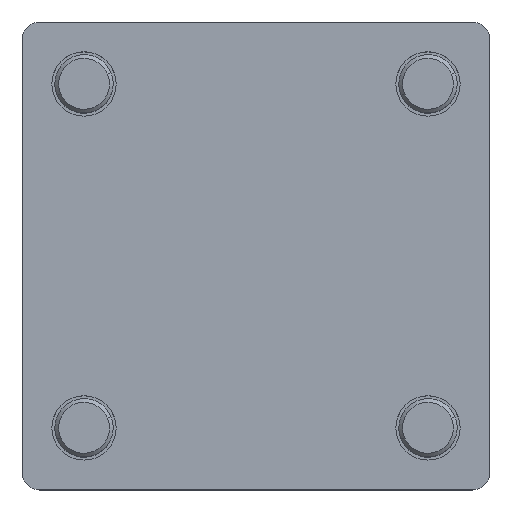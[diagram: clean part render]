
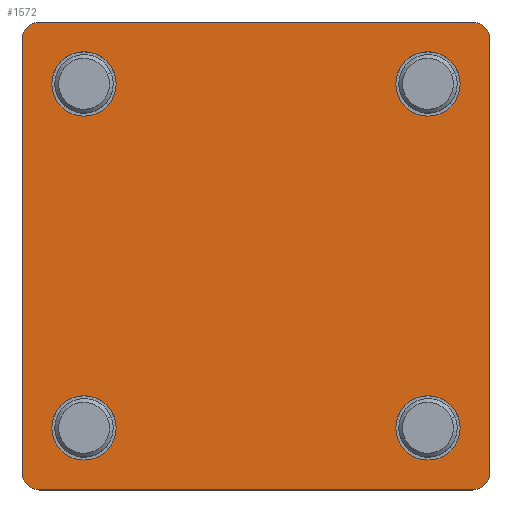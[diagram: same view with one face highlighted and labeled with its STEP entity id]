
A CAD part, top view. The second image highlights one B-rep face of the part: STEP entity #1572.
In plain terms, the highlighted planar face has unit normal (0, 0, 1).
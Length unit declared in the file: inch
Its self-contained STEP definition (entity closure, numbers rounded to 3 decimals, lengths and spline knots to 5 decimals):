
#18 = DIRECTION ( 'NONE',  ( 1., 0., 0. ) ) ;
#51 = CARTESIAN_POINT ( 'NONE',  ( 0.919, 0.919, 0. ) ) ;
#68 = VERTEX_POINT ( 'NONE', #1796 ) ;
#84 = EDGE_CURVE ( 'NONE', #294, #993, #2148, .T. ) ;
#100 = EDGE_CURVE ( 'NONE', #444, #2886, #881, .T. ) ;
#154 = ORIENTED_EDGE ( 'NONE', *, *, #575, .F. ) ;
#159 = DIRECTION ( 'NONE',  ( 1., 0., 0. ) ) ;
#173 = ORIENTED_EDGE ( 'NONE', *, *, #214, .T. ) ;
#184 = LINE ( 'NONE', #1317, #3012 ) ;
#195 = VECTOR ( 'NONE', #1352, 39.37008 ) ;
#199 = ORIENTED_EDGE ( 'NONE', *, *, #2657, .F. ) ;
#214 = EDGE_CURVE ( 'NONE', #2359, #444, #2119, .T. ) ;
#226 = VERTEX_POINT ( 'NONE', #2365 ) ;
#244 = CIRCLE ( 'NONE', #2368, 0.17187 ) ;
#252 = EDGE_CURVE ( 'NONE', #226, #889, #694, .T. ) ;
#260 = DIRECTION ( 'NONE',  ( 0., 0., 1. ) ) ;
#294 = VERTEX_POINT ( 'NONE', #600 ) ;
#316 = ORIENTED_EDGE ( 'NONE', *, *, #2616, .F. ) ;
#327 = DIRECTION ( 'NONE',  ( 0., 0., 1. ) ) ;
#359 = EDGE_CURVE ( 'NONE', #2886, #2923, #1577, .T. ) ;
#389 = CIRCLE ( 'NONE', #2088, 0.17187 ) ;
#421 = EDGE_CURVE ( 'NONE', #1703, #2101, #389, .T. ) ;
#433 = CARTESIAN_POINT ( 'NONE',  ( -1.25, -1.157, 0. ) ) ;
#444 = VERTEX_POINT ( 'NONE', #1006 ) ;
#469 = CIRCLE ( 'NONE', #802, 0.17187 ) ;
#473 = ORIENTED_EDGE ( 'NONE', *, *, #100, .T. ) ;
#487 = CIRCLE ( 'NONE', #1747, 0.17187 ) ;
#495 = EDGE_CURVE ( 'NONE', #68, #2785, #184, .T. ) ;
#505 = DIRECTION ( 'NONE',  ( 1., 0., 0. ) ) ;
#542 = ORIENTED_EDGE ( 'NONE', *, *, #421, .F. ) ;
#547 = CARTESIAN_POINT ( 'NONE',  ( 1.09088, 0.919, 0. ) ) ;
#573 = CARTESIAN_POINT ( 'NONE',  ( -1.25, -1.25, 0. ) ) ;
#575 = EDGE_CURVE ( 'NONE', #945, #1487, #487, .T. ) ;
#591 = EDGE_LOOP ( 'NONE', ( #765, #199 ) ) ;
#600 = CARTESIAN_POINT ( 'NONE',  ( 0.74713, -0.919, 0. ) ) ;
#607 = EDGE_LOOP ( 'NONE', ( #1917, #316 ) ) ;
#643 = EDGE_CURVE ( 'NONE', #2271, #1040, #2511, .T. ) ;
#646 = ORIENTED_EDGE ( 'NONE', *, *, #495, .T. ) ;
#662 = EDGE_CURVE ( 'NONE', #2101, #1703, #1205, .T. ) ;
#694 = CIRCLE ( 'NONE', #2057, 0.17187 ) ;
#701 = CIRCLE ( 'NONE', #899, 0.093 ) ;
#736 = CARTESIAN_POINT ( 'NONE',  ( -1.25, -1.25, 0. ) ) ;
#746 = CARTESIAN_POINT ( 'NONE',  ( -0.919, 0.919, 0. ) ) ;
#754 = ORIENTED_EDGE ( 'NONE', *, *, #359, .T. ) ;
#765 = ORIENTED_EDGE ( 'NONE', *, *, #84, .F. ) ;
#794 = CIRCLE ( 'NONE', #2017, 0.093 ) ;
#802 = AXIS2_PLACEMENT_3D ( 'NONE', #2506, #891, #1824 ) ;
#820 = CARTESIAN_POINT ( 'NONE',  ( -1.157, -1.157, 0. ) ) ;
#837 = CARTESIAN_POINT ( 'NONE',  ( 1.09088, -0.919, 0. ) ) ;
#853 = CIRCLE ( 'NONE', #2263, 0.093 ) ;
#862 = DIRECTION ( 'NONE',  ( 1., 0., 0. ) ) ;
#874 = CARTESIAN_POINT ( 'NONE',  ( -1.25, 1.25, 0. ) ) ;
#879 = DIRECTION ( 'NONE',  ( 0., 1., 0. ) ) ;
#881 = CIRCLE ( 'NONE', #1765, 0.093 ) ;
#889 = VERTEX_POINT ( 'NONE', #1099 ) ;
#891 = DIRECTION ( 'NONE',  ( 0., 0., 1. ) ) ;
#899 = AXIS2_PLACEMENT_3D ( 'NONE', #1370, #2272, #18 ) ;
#903 = CARTESIAN_POINT ( 'NONE',  ( 1.157, 1.157, 0. ) ) ;
#945 = VERTEX_POINT ( 'NONE', #1034 ) ;
#949 = DIRECTION ( 'NONE',  ( 1., 0., 0. ) ) ;
#953 = FACE_OUTER_BOUND ( 'NONE', #1899, .T. ) ;
#969 = FACE_BOUND ( 'NONE', #607, .T. ) ;
#993 = VERTEX_POINT ( 'NONE', #837 ) ;
#1006 = CARTESIAN_POINT ( 'NONE',  ( 1.157, -1.25, 0. ) ) ;
#1015 = ORIENTED_EDGE ( 'NONE', *, *, #2824, .F. ) ;
#1026 = EDGE_CURVE ( 'NONE', #2923, #68, #853, .T. ) ;
#1027 = AXIS2_PLACEMENT_3D ( 'NONE', #1422, #260, #1362 ) ;
#1034 = CARTESIAN_POINT ( 'NONE',  ( 0.74713, 0.919, 0. ) ) ;
#1040 = VERTEX_POINT ( 'NONE', #433 ) ;
#1099 = CARTESIAN_POINT ( 'NONE',  ( -0.74712, 0.919, 0. ) ) ;
#1106 = CARTESIAN_POINT ( 'NONE',  ( 0.919, 0.919, 0. ) ) ;
#1128 = EDGE_LOOP ( 'NONE', ( #1661, #542 ) ) ;
#1129 = DIRECTION ( 'NONE',  ( 0., 0., 1. ) ) ;
#1148 = DIRECTION ( 'NONE',  ( 1., 0., 0. ) ) ;
#1171 = ORIENTED_EDGE ( 'NONE', *, *, #1026, .T. ) ;
#1205 = CIRCLE ( 'NONE', #2475, 0.17187 ) ;
#1211 = FACE_BOUND ( 'NONE', #1128, .T. ) ;
#1224 = DIRECTION ( 'NONE',  ( 1., 0., 0. ) ) ;
#1225 = PLANE ( 'NONE',  #2979 ) ;
#1260 = CARTESIAN_POINT ( 'NONE',  ( -0.74712, -0.919, 0. ) ) ;
#1282 = VECTOR ( 'NONE', #1942, 39.37008 ) ;
#1317 = CARTESIAN_POINT ( 'NONE',  ( -1.25, 1.25, 0. ) ) ;
#1352 = DIRECTION ( 'NONE',  ( 0., -1., 0. ) ) ;
#1362 = DIRECTION ( 'NONE',  ( 1., 0., 0. ) ) ;
#1370 = CARTESIAN_POINT ( 'NONE',  ( -1.157, 1.157, 0. ) ) ;
#1409 = ORIENTED_EDGE ( 'NONE', *, *, #2155, .T. ) ;
#1422 = CARTESIAN_POINT ( 'NONE',  ( 0.919, -0.919, 0. ) ) ;
#1444 = CARTESIAN_POINT ( 'NONE',  ( -1.157, 1.25, 0. ) ) ;
#1445 = CARTESIAN_POINT ( 'NONE',  ( -0.919, -0.919, 0. ) ) ;
#1487 = VERTEX_POINT ( 'NONE', #547 ) ;
#1563 = ORIENTED_EDGE ( 'NONE', *, *, #643, .T. ) ;
#1572 = ADVANCED_FACE ( 'NONE', ( #2825, #969, #1211, #1648, #953 ), #1225, .T. ) ;
#1577 = LINE ( 'NONE', #2045, #1749 ) ;
#1597 = EDGE_LOOP ( 'NONE', ( #154, #1015 ) ) ;
#1618 = CARTESIAN_POINT ( 'NONE',  ( -0.919, -0.919, 0. ) ) ;
#1624 = CARTESIAN_POINT ( 'NONE',  ( -1.157, -1.25, 0. ) ) ;
#1648 = FACE_BOUND ( 'NONE', #591, .T. ) ;
#1661 = ORIENTED_EDGE ( 'NONE', *, *, #662, .F. ) ;
#1685 = DIRECTION ( 'NONE',  ( 1., 0., 0. ) ) ;
#1703 = VERTEX_POINT ( 'NONE', #1260 ) ;
#1747 = AXIS2_PLACEMENT_3D ( 'NONE', #1106, #2732, #2750 ) ;
#1749 = VECTOR ( 'NONE', #879, 39.37008 ) ;
#1757 = DIRECTION ( 'NONE',  ( 0., 0., 1. ) ) ;
#1765 = AXIS2_PLACEMENT_3D ( 'NONE', #2067, #1837, #949 ) ;
#1796 = CARTESIAN_POINT ( 'NONE',  ( 1.157, 1.25, 0. ) ) ;
#1824 = DIRECTION ( 'NONE',  ( 1., 0., 0. ) ) ;
#1837 = DIRECTION ( 'NONE',  ( 0., 0., 1. ) ) ;
#1888 = DIRECTION ( 'NONE',  ( 0., 0., 1. ) ) ;
#1899 = EDGE_LOOP ( 'NONE', ( #173, #473, #754, #1171, #646, #1958, #1563, #1409 ) ) ;
#1914 = CARTESIAN_POINT ( 'NONE',  ( -0.919, 0.919, 0. ) ) ;
#1917 = ORIENTED_EDGE ( 'NONE', *, *, #252, .F. ) ;
#1929 = EDGE_CURVE ( 'NONE', #2785, #2271, #701, .T. ) ;
#1942 = DIRECTION ( 'NONE',  ( 1., 0., 0. ) ) ;
#1958 = ORIENTED_EDGE ( 'NONE', *, *, #1929, .T. ) ;
#2017 = AXIS2_PLACEMENT_3D ( 'NONE', #820, #1757, #159 ) ;
#2045 = CARTESIAN_POINT ( 'NONE',  ( 1.25, 1.25, 0. ) ) ;
#2057 = AXIS2_PLACEMENT_3D ( 'NONE', #746, #2817, #1685 ) ;
#2067 = CARTESIAN_POINT ( 'NONE',  ( 1.157, -1.157, 0. ) ) ;
#2088 = AXIS2_PLACEMENT_3D ( 'NONE', #1445, #2353, #2122 ) ;
#2101 = VERTEX_POINT ( 'NONE', #2612 ) ;
#2119 = LINE ( 'NONE', #573, #1282 ) ;
#2122 = DIRECTION ( 'NONE',  ( 1., 0., 0. ) ) ;
#2141 = DIRECTION ( 'NONE',  ( 1., 0., 0. ) ) ;
#2148 = CIRCLE ( 'NONE', #1027, 0.17187 ) ;
#2155 = EDGE_CURVE ( 'NONE', #1040, #2359, #794, .T. ) ;
#2162 = AXIS2_PLACEMENT_3D ( 'NONE', #1914, #2606, #1224 ) ;
#2169 = CARTESIAN_POINT ( 'NONE',  ( 1.25, -1.157, 0. ) ) ;
#2263 = AXIS2_PLACEMENT_3D ( 'NONE', #903, #1129, #1148 ) ;
#2271 = VERTEX_POINT ( 'NONE', #2963 ) ;
#2272 = DIRECTION ( 'NONE',  ( 0., 0., 1. ) ) ;
#2353 = DIRECTION ( 'NONE',  ( 0., 0., 1. ) ) ;
#2359 = VERTEX_POINT ( 'NONE', #1624 ) ;
#2365 = CARTESIAN_POINT ( 'NONE',  ( -1.09087, 0.919, 0. ) ) ;
#2368 = AXIS2_PLACEMENT_3D ( 'NONE', #51, #327, #2141 ) ;
#2475 = AXIS2_PLACEMENT_3D ( 'NONE', #1618, #2948, #862 ) ;
#2505 = CIRCLE ( 'NONE', #2162, 0.17187 ) ;
#2506 = CARTESIAN_POINT ( 'NONE',  ( 0.919, -0.919, 0. ) ) ;
#2511 = LINE ( 'NONE', #874, #195 ) ;
#2606 = DIRECTION ( 'NONE',  ( 0., 0., 1. ) ) ;
#2612 = CARTESIAN_POINT ( 'NONE',  ( -1.09087, -0.919, 0. ) ) ;
#2616 = EDGE_CURVE ( 'NONE', #889, #226, #2505, .T. ) ;
#2657 = EDGE_CURVE ( 'NONE', #993, #294, #469, .T. ) ;
#2728 = CARTESIAN_POINT ( 'NONE',  ( 1.25, 1.157, 0. ) ) ;
#2732 = DIRECTION ( 'NONE',  ( 0., 0., 1. ) ) ;
#2750 = DIRECTION ( 'NONE',  ( 1., 0., 0. ) ) ;
#2785 = VERTEX_POINT ( 'NONE', #1444 ) ;
#2817 = DIRECTION ( 'NONE',  ( 0., 0., 1. ) ) ;
#2824 = EDGE_CURVE ( 'NONE', #1487, #945, #244, .T. ) ;
#2825 = FACE_BOUND ( 'NONE', #1597, .T. ) ;
#2886 = VERTEX_POINT ( 'NONE', #2169 ) ;
#2901 = DIRECTION ( 'NONE',  ( -1., 0., 0. ) ) ;
#2923 = VERTEX_POINT ( 'NONE', #2728 ) ;
#2948 = DIRECTION ( 'NONE',  ( 0., 0., 1. ) ) ;
#2963 = CARTESIAN_POINT ( 'NONE',  ( -1.25, 1.157, 0. ) ) ;
#2979 = AXIS2_PLACEMENT_3D ( 'NONE', #736, #1888, #505 ) ;
#3012 = VECTOR ( 'NONE', #2901, 39.37008 ) ;
